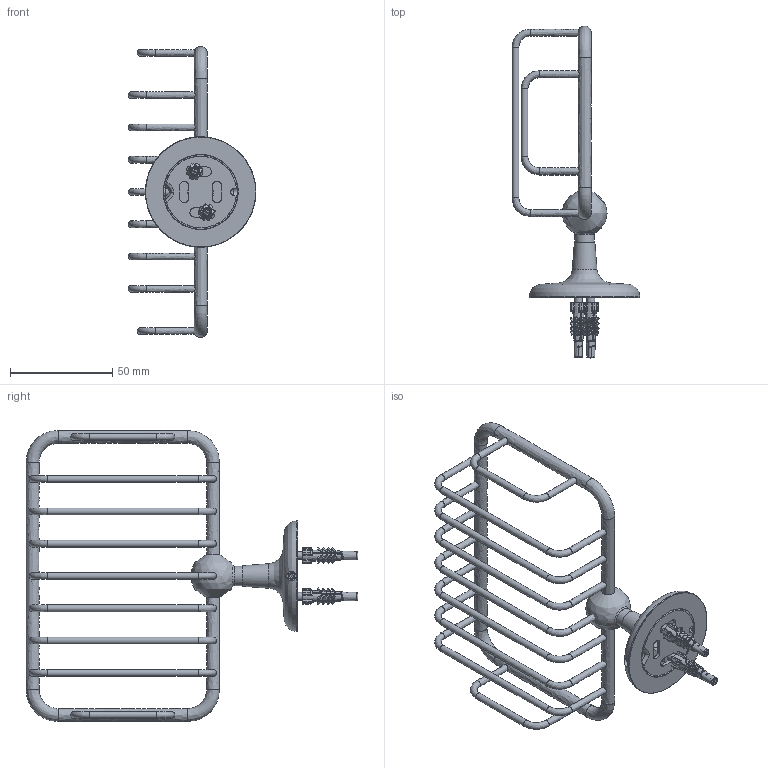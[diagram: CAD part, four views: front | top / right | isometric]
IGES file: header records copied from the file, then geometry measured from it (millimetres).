
Global section: file name: N1030; native system: Autodesk Inventor 2018; preprocessor: unknown; author: sbajwa; date: 20190705.122144; units: millimetre
Bounding box: 62.46 x 162.25 x 142.34 mm (x, y, z)
Volume: 42070.7 mm3; surface area: 35165.7 mm2
Topology: 9 solids, 9 shells, 618 faces, 1861 edges, 1245 vertices
Faces by surface type: bspline 618
